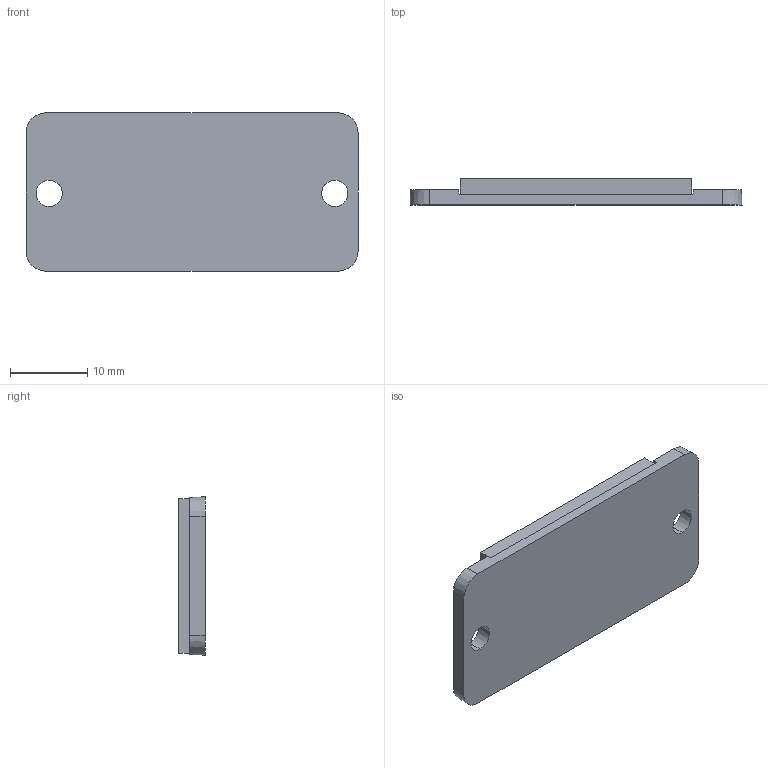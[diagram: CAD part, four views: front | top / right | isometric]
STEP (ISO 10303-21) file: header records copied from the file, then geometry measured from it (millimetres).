
FILE_DESCRIPTION (( 'STEP AP214' ), '1' );
FILE_NAME ('07142510.STEP', '2017-09-20T06:47:17', ( '' ), ( '' ), 'SwSTEP 2.0', 'SolidWorks 2016', '' );
FILE_SCHEMA (( 'AUTOMOTIVE_DESIGN' ));
Length unit declared in the file: millimetre
Products named in the file (3): Reflektor; 07142100; 07142510
Assembly tree (2 placements, depth 2):
  07142510
    07142100
    Reflektor
Bounding box: 43 x 3.4 x 20.5 mm (x, y, z)
Volume: 2216.2 mm3; surface area: 3458.8 mm2
Topology: 2 solids, 2 shells, 54 faces, 136 edges, 88 vertices
Faces by surface type: plane 34, cone 16, cylinder 4
Entity records: 1722 total; most frequent: CARTESIAN_POINT 307, DIRECTION 274, ORIENTED_EDGE 272, EDGE_CURVE 136, LINE 100, VECTOR 100, VERTEX_POINT 88, AXIS2_PLACEMENT_3D 87
